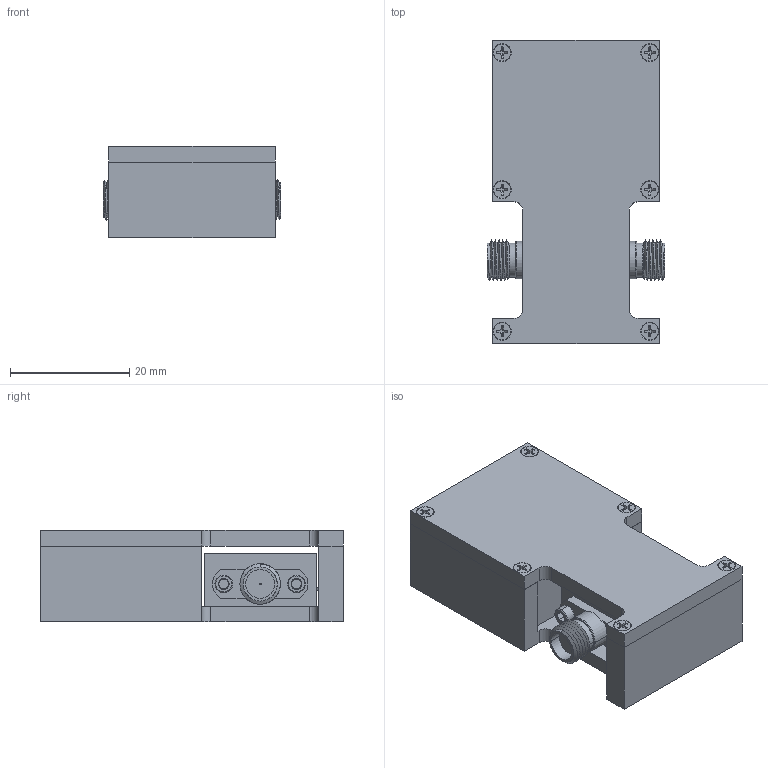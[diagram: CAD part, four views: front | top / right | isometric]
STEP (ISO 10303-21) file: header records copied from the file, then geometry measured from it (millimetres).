
FILE_DESCRIPTION (( 'STEP AP203' ), '1' );
FILE_NAME ('SBL-1834232840-KFKF-E3-U.STEP', '2020-08-29T00:02:04', ( '' ), ( '' ), 'SwSTEP 2.0', 'SolidWorks 2020', '' );
FILE_SCHEMA (( 'CONFIG_CONTROL_DESIGN' ));
Length unit declared in the file: inch
Products named in the file (1): SBL-1834232840-KFKF-E3-U
Bounding box: 29.82 x 50.8 x 15.37 mm (x, y, z)
Volume: 17478.8 mm3; surface area: 11977.1 mm2
Topology: 23 solids, 27 shells, 738 faces, 1748 edges, 1071 vertices
Faces by surface type: plane 326, cylinder 220, cone 184, torus 4, bspline 4
Entity records: 23999 total; most frequent: CARTESIAN_POINT 7318, DIRECTION 3468, ORIENTED_EDGE 3412, EDGE_CURVE 1706, AXIS2_PLACEMENT_3D 1307, VERTEX_POINT 1071, VECTOR 854, LINE 854
